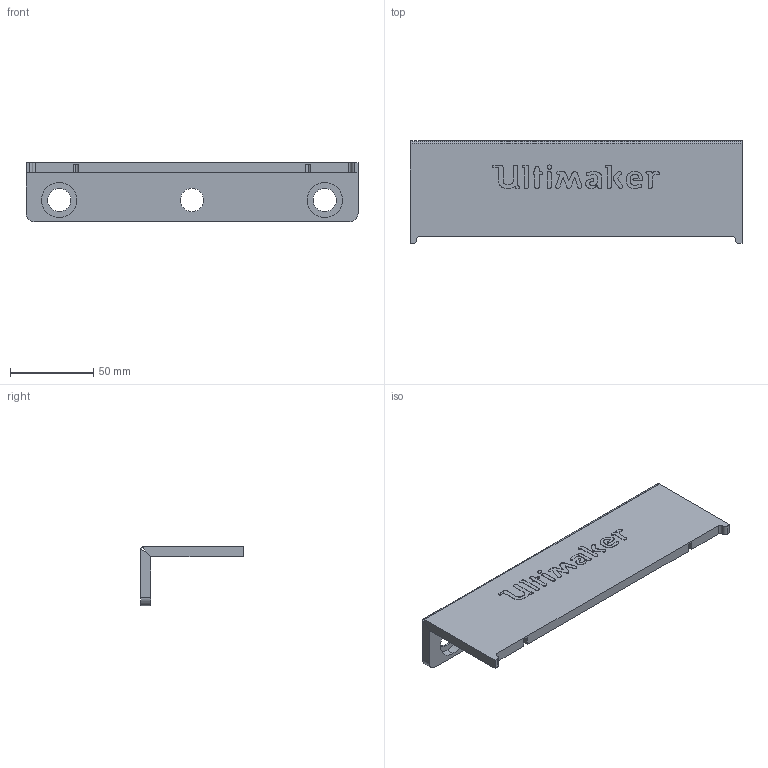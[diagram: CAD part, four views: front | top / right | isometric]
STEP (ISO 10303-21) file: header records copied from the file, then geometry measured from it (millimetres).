
FILE_DESCRIPTION(('STEP AP214'),'1');
FILE_NAME('1157-B2P-B.step','2014-03-27T09:40:09',(' '),(' '),'Spatial InterOp 3D',' ',' ');
FILE_SCHEMA(('automotive_design'));
Length unit declared in the file: metre
Products named in the file (12): 1; 2; 3; 4; 5; 6; 7; 8; 9; 10; 11; 12
Bounding box: 200 x 62 x 35.7 mm (x, y, z)
Volume: 100590.9 mm3; surface area: 42607.7 mm2
Topology: 12 solids, 12 shells, 281 faces, 765 edges, 510 vertices
Faces by surface type: plane 132, extrusion 84, cylinder 43, bspline 22
Entity records: 12060 total; most frequent: CARTESIAN_POINT 2815, ORIENTED_EDGE 1530, DIRECTION 1109, EDGE_CURVE 765, VECTOR 551, VERTEX_POINT 510, LINE 467, STYLED_ITEM 293
